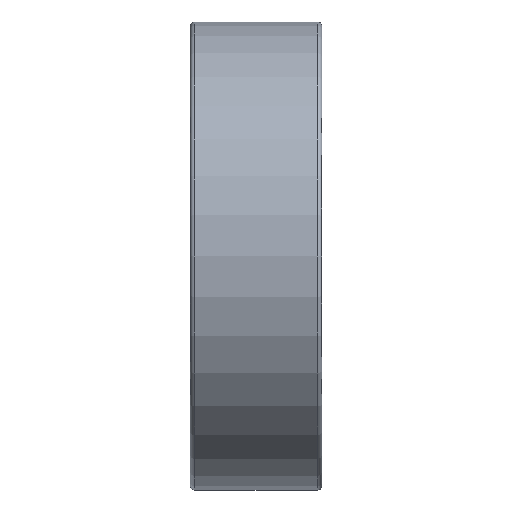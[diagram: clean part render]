
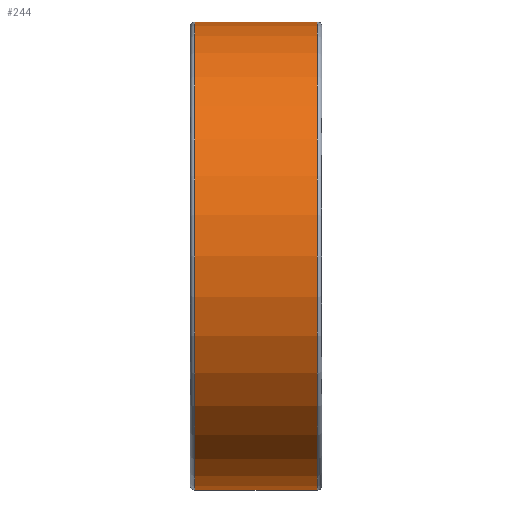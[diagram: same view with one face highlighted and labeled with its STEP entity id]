
A CAD part, front view. The second image highlights one B-rep face of the part: STEP entity #244.
In plain terms, the highlighted cylindrical face has radius 16 mm (diameter 32 mm), a full revolution.
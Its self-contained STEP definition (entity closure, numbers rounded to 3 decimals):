
#244 = ADVANCED_FACE( '', ( #442, #443 ), #444, .T. );
#442 = FACE_OUTER_BOUND( '', #631, .T. );
#443 = FACE_OUTER_BOUND( '', #632, .T. );
#444 = CYLINDRICAL_SURFACE( '', #633, 16. );
#631 = EDGE_LOOP( '', ( #852 ) );
#632 = EDGE_LOOP( '', ( #853 ) );
#633 = AXIS2_PLACEMENT_3D( '', #854, #855, #856 );
#852 = ORIENTED_EDGE( '', *, *, #1037, .T. );
#853 = ORIENTED_EDGE( '', *, *, #1018, .F. );
#854 = CARTESIAN_POINT( '', ( 50., 0., 0. ) );
#855 = DIRECTION( '', ( -1., 0., 0. ) );
#856 = DIRECTION( '', ( 0., 0., -1. ) );
#1018 = EDGE_CURVE( '', #1130, #1130, #1131, .T. );
#1037 = EDGE_CURVE( '', #1157, #1157, #1158, .T. );
#1130 = VERTEX_POINT( '', #1257 );
#1131 = CIRCLE( '', #1258, 16. );
#1157 = VERTEX_POINT( '', #1284 );
#1158 = CIRCLE( '', #1285, 16. );
#1257 = CARTESIAN_POINT( '', ( 8.7, 0., -16. ) );
#1258 = AXIS2_PLACEMENT_3D( '', #1394, #1395, #1396 );
#1284 = CARTESIAN_POINT( '', ( 0.3, 0., -16. ) );
#1285 = AXIS2_PLACEMENT_3D( '', #1421, #1422, #1423 );
#1394 = CARTESIAN_POINT( '', ( 8.7, 0., 0. ) );
#1395 = DIRECTION( '', ( 1., 0., 0. ) );
#1396 = DIRECTION( '', ( 0., 0., -1. ) );
#1421 = CARTESIAN_POINT( '', ( 0.3, 0., 0. ) );
#1422 = DIRECTION( '', ( 1., 0., 0. ) );
#1423 = DIRECTION( '', ( 0., 0., -1. ) );
